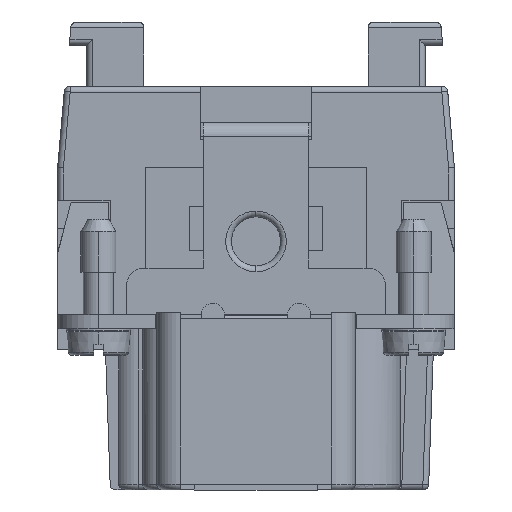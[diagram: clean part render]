
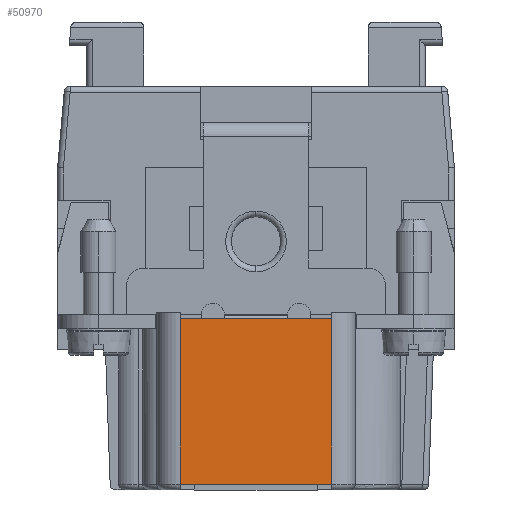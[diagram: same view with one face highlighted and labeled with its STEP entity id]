
A CAD part, left-side view. The second image highlights one B-rep face of the part: STEP entity #50970.
In plain terms, the highlighted planar face has unit normal (-1, 0, 0).
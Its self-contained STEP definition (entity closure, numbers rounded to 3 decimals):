
#130=CARTESIAN_POINT('',(39.146,42.084,-19.));
#140=VERTEX_POINT('',#130);
#12210=CARTESIAN_POINT('',(39.146,55.084,-4.8));
#12220=VERTEX_POINT('',#12210);
#12370=CARTESIAN_POINT('',(39.146,42.084,-4.8));
#12380=VERTEX_POINT('',#12370);
#12410=CARTESIAN_POINT('',(39.146,0.,-4.8));
#12420=DIRECTION('',(0.,1.,0.));
#12430=VECTOR('',#12420,1.);
#12440=LINE('',#12410,#12430);
#12450=EDGE_CURVE('',#12380,#12220,#12440,.T.);
#13490=CARTESIAN_POINT('',(39.146,55.084,-19.));
#13500=VERTEX_POINT('',#13490);
#13750=CARTESIAN_POINT('',(39.146,42.084,0.));
#13760=DIRECTION('',(0.,0.,-1.));
#13770=VECTOR('',#13760,1.);
#13780=LINE('',#13750,#13770);
#13790=EDGE_CURVE('',#12380,#140,#13780,.T.);
#19180=CARTESIAN_POINT('',(39.146,55.084,0.));
#19190=DIRECTION('',(0.,0.,1.));
#19200=VECTOR('',#19190,1.);
#19210=LINE('',#19180,#19200);
#19220=EDGE_CURVE('',#13500,#12220,#19210,.T.);
#22790=CARTESIAN_POINT('',(39.146,0.,-19.));
#22800=DIRECTION('',(0.,-1.,0.));
#22810=VECTOR('',#22800,1.);
#22820=LINE('',#22790,#22810);
#22830=EDGE_CURVE('',#13500,#140,#22820,.T.);
#50860=CARTESIAN_POINT('',(39.146,31.584,-3.7));
#50870=DIRECTION('',(-1.,0.,0.));
#50880=DIRECTION('',(0.,0.,1.));
#50890=AXIS2_PLACEMENT_3D('',#50860,#50870,#50880);
#50900=PLANE('',#50890);
#50910=ORIENTED_EDGE('',*,*,#19220,.F.);
#50920=ORIENTED_EDGE('',*,*,#12450,.T.);
#50930=ORIENTED_EDGE('',*,*,#13790,.F.);
#50940=ORIENTED_EDGE('',*,*,#22830,.T.);
#50950=EDGE_LOOP('',(#50940,#50930,#50920,#50910));
#50960=FACE_OUTER_BOUND('',#50950,.T.);
#50970=ADVANCED_FACE('',(#50960),#50900,.T.);
